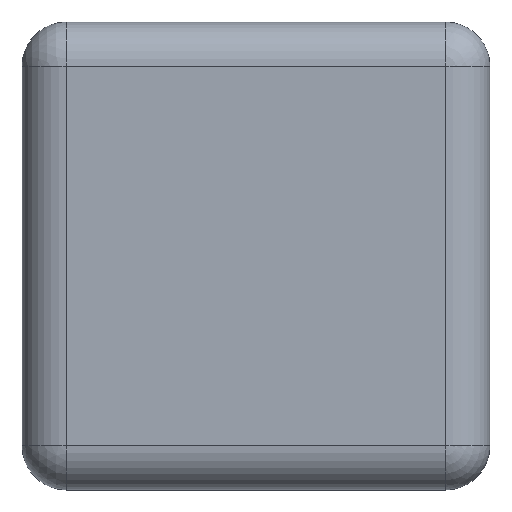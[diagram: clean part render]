
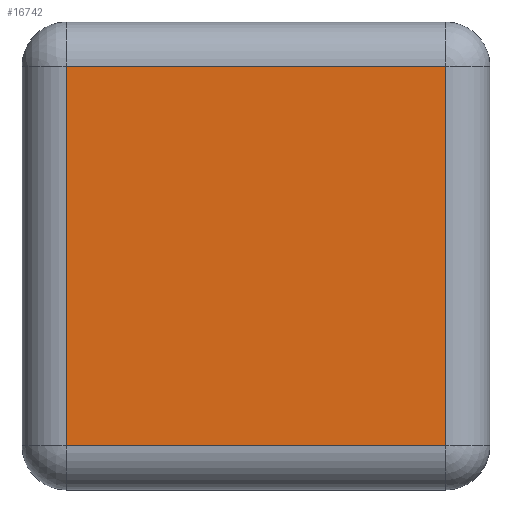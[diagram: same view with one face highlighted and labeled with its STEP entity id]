
A CAD part, front view. The second image highlights one B-rep face of the part: STEP entity #16742.
In plain terms, the highlighted planar face has unit normal (0, -1, 0).
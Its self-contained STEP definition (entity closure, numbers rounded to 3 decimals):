
#1616 = LINE ( 'NONE', #51609, #45898 ) ;
#1711 = CARTESIAN_POINT ( 'NONE',  ( -341.912, -171.849, -341.912 ) ) ;
#1919 = VECTOR ( 'NONE', #13594, 1000. ) ;
#2878 = ORIENTED_EDGE ( 'NONE', *, *, #3818, .T. ) ;
#3422 = CARTESIAN_POINT ( 'NONE',  ( 341.912, -171.849, -341.912 ) ) ;
#3818 = EDGE_CURVE ( 'NONE', #36472, #4091, #1616, .T. ) ;
#4091 = VERTEX_POINT ( 'NONE', #45380 ) ;
#6432 = EDGE_LOOP ( 'NONE', ( #2878, #22829, #17350, #22493 ) ) ;
#6805 = EDGE_CURVE ( 'NONE', #47634, #40577, #17437, .T. ) ;
#8895 = CARTESIAN_POINT ( 'NONE',  ( 0., -171.849, 0. ) ) ;
#11041 = VECTOR ( 'NONE', #30939, 1000. ) ;
#13594 = DIRECTION ( 'NONE',  ( 0., 0., -1. ) ) ;
#16742 = ADVANCED_FACE ( 'NONE', ( #44780 ), #22406, .T. ) ;
#17350 = ORIENTED_EDGE ( 'NONE', *, *, #6805, .T. ) ;
#17437 = LINE ( 'NONE', #26257, #11041 ) ;
#18007 = CARTESIAN_POINT ( 'NONE',  ( -341.912, -171.849, 0. ) ) ;
#18084 = LINE ( 'NONE', #45144, #42953 ) ;
#22406 = PLANE ( 'NONE',  #49394 ) ;
#22493 = ORIENTED_EDGE ( 'NONE', *, *, #52275, .T. ) ;
#22829 = ORIENTED_EDGE ( 'NONE', *, *, #35308, .T. ) ;
#26257 = CARTESIAN_POINT ( 'NONE',  ( 0., -171.849, -341.912 ) ) ;
#30151 = DIRECTION ( 'NONE',  ( 0., -1., 0. ) ) ;
#30939 = DIRECTION ( 'NONE',  ( 1., 0., 0. ) ) ;
#33966 = DIRECTION ( 'NONE',  ( 0., 0., -1. ) ) ;
#35308 = EDGE_CURVE ( 'NONE', #4091, #47634, #40354, .T. ) ;
#36472 = VERTEX_POINT ( 'NONE', #40880 ) ;
#38351 = DIRECTION ( 'NONE',  ( -1., 0., 0. ) ) ;
#40354 = LINE ( 'NONE', #18007, #1919 ) ;
#40577 = VERTEX_POINT ( 'NONE', #3422 ) ;
#40880 = CARTESIAN_POINT ( 'NONE',  ( 341.912, -171.849, 341.912 ) ) ;
#42953 = VECTOR ( 'NONE', #50416, 1000. ) ;
#44780 = FACE_OUTER_BOUND ( 'NONE', #6432, .T. ) ;
#45144 = CARTESIAN_POINT ( 'NONE',  ( 341.912, -171.849, 0. ) ) ;
#45380 = CARTESIAN_POINT ( 'NONE',  ( -341.912, -171.849, 341.912 ) ) ;
#45898 = VECTOR ( 'NONE', #38351, 1000. ) ;
#47634 = VERTEX_POINT ( 'NONE', #1711 ) ;
#49394 = AXIS2_PLACEMENT_3D ( 'NONE', #8895, #30151, #33966 ) ;
#50416 = DIRECTION ( 'NONE',  ( 0., 0., 1. ) ) ;
#51609 = CARTESIAN_POINT ( 'NONE',  ( 0., -171.849, 341.912 ) ) ;
#52275 = EDGE_CURVE ( 'NONE', #40577, #36472, #18084, .T. ) ;
